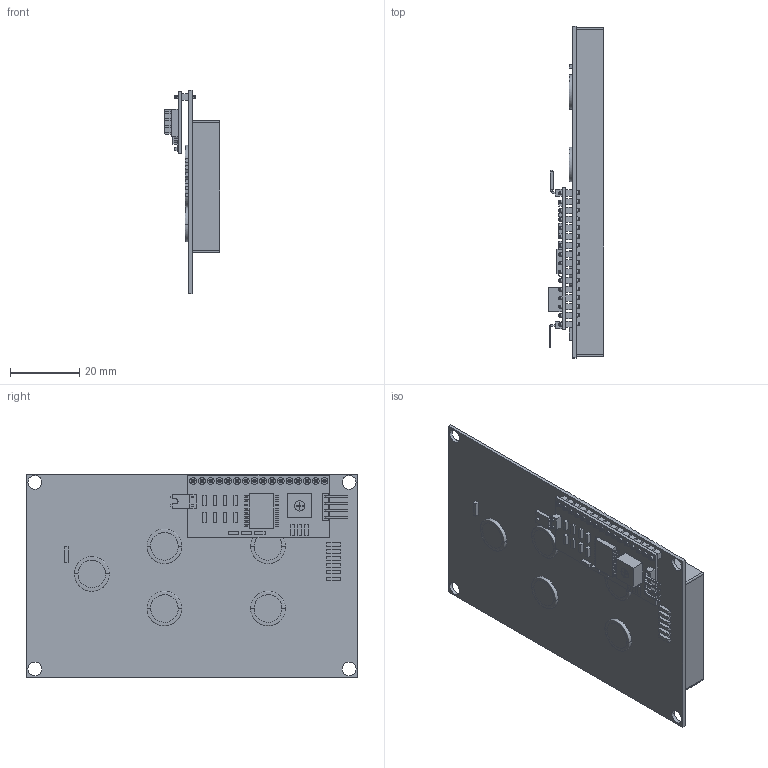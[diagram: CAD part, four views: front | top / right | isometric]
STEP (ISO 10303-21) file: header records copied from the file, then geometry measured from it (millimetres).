
FILE_DESCRIPTION(('CATIA V5 STEP Exchange'),'2;1');
FILE_NAME('LCD.stp','2023-10-21T22:52:17+00:00',('none'),('none'),'CATIA Version 5 Release 20 GA (IN-10)','CATIA V5 STEP AP214','none');
FILE_SCHEMA(('AUTOMOTIVE_DESIGN { 1 0 10303 214 1 1 1 1 }'));
Length unit declared in the file: millimetre
Products named in the file (1): LCD
Bounding box: 16 x 96 x 58.8 mm (x, y, z)
Volume: 35081.8 mm3; surface area: 16307.6 mm2
Topology: 1 solids, 1 shells, 758 faces, 1960 edges, 1264 vertices
Faces by surface type: plane 513, cylinder 87, cone 64, bspline 62, torus 32
Entity records: 34587 total; most frequent: CARTESIAN_POINT 12489, ORIENTED_EDGE 3920, DIRECTION 2671, EDGE_CURVE 1960, VECTOR 1407, LINE 1407, VERTEX_POINT 1264, EDGE_LOOP 890
